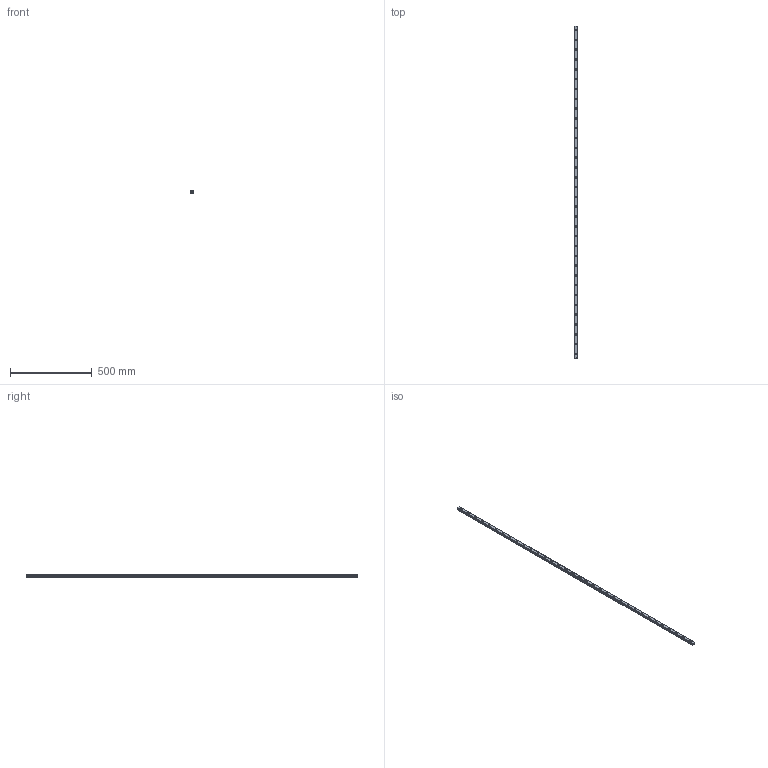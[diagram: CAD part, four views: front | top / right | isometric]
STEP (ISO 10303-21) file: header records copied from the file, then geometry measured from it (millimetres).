
FILE_DESCRIPTION(('STEP AP214'),'1');
FILE_NAME('cctmp_22BC9A8F-7C1F-4B39-B27B-0C1A729C1019_2021_02_04_10_19_55_0824..stp','2021-02-04T09:19:56',('HIWIN GmbH'),('CADClick - www.CADClick.com'),'Spatial InterOp 3D',' ','unknown authorization');
FILE_SCHEMA(('AUTOMOTIVE_DESIGN'));
Length unit declared in the file: millimetre
Products named in the file (1): EGR20R2030C_FILE
Bounding box: 20 x 2030 x 15.5 mm (x, y, z)
Volume: 544635.4 mm3; surface area: 162569.4 mm2
Topology: 1 solids, 1 shells, 511 faces, 1175 edges, 738 vertices
Faces by surface type: plane 289, cylinder 222
Entity records: 18633 total; most frequent: DIRECTION 2779, CARTESIAN_POINT 2425, ORIENTED_EDGE 2350, EDGE_CURVE 1175, AXIS2_PLACEMENT_3D 1092, VERTEX_POINT 738, LINE 595, VECTOR 595
